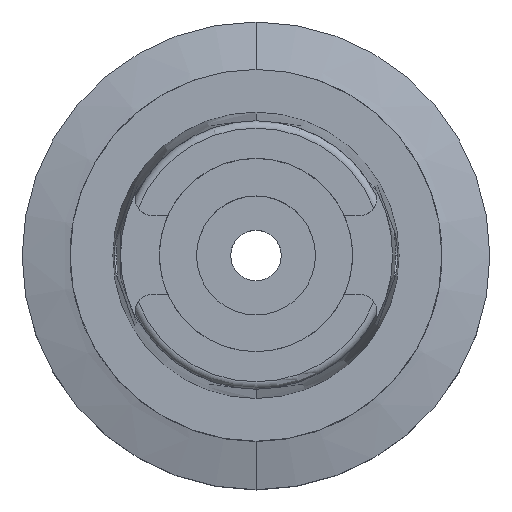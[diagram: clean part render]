
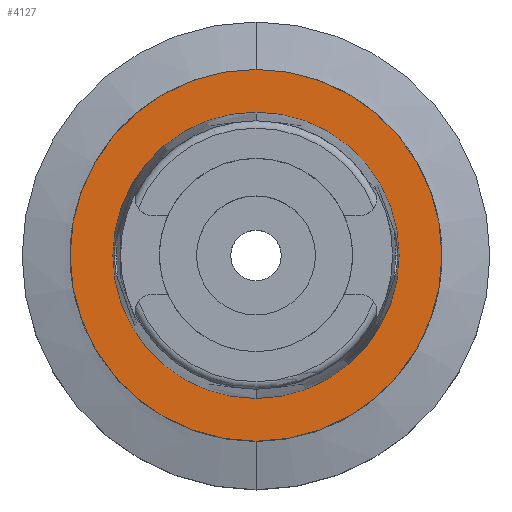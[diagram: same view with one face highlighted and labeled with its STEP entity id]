
A CAD part, top view. The second image highlights one B-rep face of the part: STEP entity #4127.
In plain terms, the highlighted planar face has unit normal (0, 0, 1).
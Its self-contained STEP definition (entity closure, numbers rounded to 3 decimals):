
#1996=CARTESIAN_POINT('',(0.,0.,0.));
#1997=DIRECTION('',(0.,0.,-1.));
#1998=DIRECTION('',(0.,-1.,0.));
#1999=AXIS2_PLACEMENT_3D('',#1996,#1997,#1998);
#2004=CARTESIAN_POINT('',(0.,0.,0.));
#2005=DIRECTION('',(0.,0.,-1.));
#2006=DIRECTION('',(0.,1.,0.));
#2007=AXIS2_PLACEMENT_3D('',#2004,#2005,#2006);
#2012=CARTESIAN_POINT('',(0.,0.,0.));
#2013=DIRECTION('',(0.,0.,1.));
#2014=DIRECTION('',(0.,-1.,0.));
#2015=AXIS2_PLACEMENT_3D('',#2012,#2013,#2014);
#2020=CARTESIAN_POINT('',(0.,0.,0.));
#2021=DIRECTION('',(0.,0.,1.));
#2022=DIRECTION('',(0.,1.,0.));
#2023=AXIS2_PLACEMENT_3D('',#2020,#2021,#2022);
#2393=CARTESIAN_POINT('',(0.,-19.25,0.));
#2394=VERTEX_POINT('',#2393);
#2395=CARTESIAN_POINT('',(0.,19.25,0.));
#2396=VERTEX_POINT('',#2395);
#2660=CARTESIAN_POINT('',(0.,25.,0.));
#2661=VERTEX_POINT('',#2660);
#2662=CARTESIAN_POINT('',(0.,-25.,0.));
#2663=VERTEX_POINT('',#2662);
#4114=CARTESIAN_POINT('',(0.,0.,0.));
#4115=DIRECTION('',(0.,0.,1.));
#4116=DIRECTION('',(0.,1.,0.));
#4117=AXIS2_PLACEMENT_3D('',#4114,#4115,#4116);
#4118=PLANE('',#4117);
#4119=ORIENTED_EDGE('',*,*,#4096,.T.);
#4120=ORIENTED_EDGE('',*,*,#3983,.T.);
#4121=EDGE_LOOP('',(#4119,#4120));
#4122=FACE_OUTER_BOUND('',#4121,.F.);
#4123=ORIENTED_EDGE('',*,*,#2877,.T.);
#4124=ORIENTED_EDGE('',*,*,#2846,.T.);
#4125=EDGE_LOOP('',(#4123,#4124));
#4126=FACE_BOUND('',#4125,.F.);
#2000=CIRCLE('',#1999,25.);
#2008=CIRCLE('',#2007,25.);
#2016=CIRCLE('',#2015,19.25);
#2024=CIRCLE('',#2023,19.25);
#2846=EDGE_CURVE('',#2396,#2394,#2024,.T.);
#2877=EDGE_CURVE('',#2394,#2396,#2016,.T.);
#3983=EDGE_CURVE('',#2661,#2663,#2008,.T.);
#4096=EDGE_CURVE('',#2663,#2661,#2000,.T.);
#4127=ADVANCED_FACE('',(#4122,#4126),#4118,.T.);
